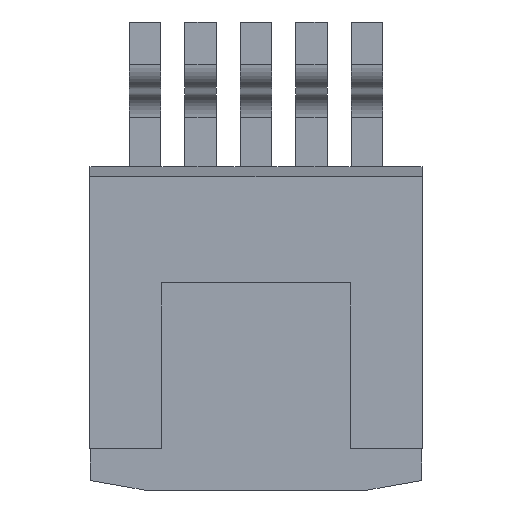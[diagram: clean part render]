
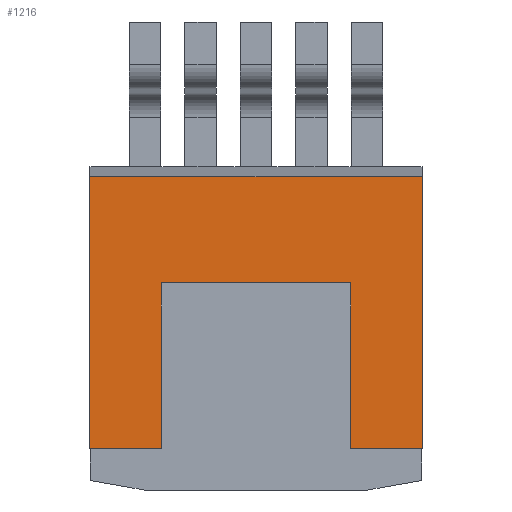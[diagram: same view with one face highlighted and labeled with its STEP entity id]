
A CAD part, front view. The second image highlights one B-rep face of the part: STEP entity #1216.
In plain terms, the highlighted planar face has unit normal (0, -1, 0).
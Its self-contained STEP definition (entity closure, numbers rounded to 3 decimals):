
#92 = CARTESIAN_POINT ( 'NONE',  ( 2.9, 0.01, 0. ) ) ;
#167 = CARTESIAN_POINT ( 'NONE',  ( -5.09, 0.01, -5.08 ) ) ;
#227 = CARTESIAN_POINT ( 'NONE',  ( 5.09, 0.01, -5.08 ) ) ;
#280 = DIRECTION ( 'NONE',  ( 0., 0., 1. ) ) ;
#350 = VERTEX_POINT ( 'NONE', #1766 ) ;
#460 = ORIENTED_EDGE ( 'NONE', *, *, #1772, .T. ) ;
#466 = VERTEX_POINT ( 'NONE', #3138 ) ;
#494 = ORIENTED_EDGE ( 'NONE', *, *, #2775, .T. ) ;
#686 = VECTOR ( 'NONE', #1926, 1000. ) ;
#719 = VERTEX_POINT ( 'NONE', #167 ) ;
#917 = EDGE_CURVE ( 'NONE', #719, #3110, #2388, .T. ) ;
#1068 = FACE_OUTER_BOUND ( 'NONE', #3878, .T. ) ;
#1216 = ADVANCED_FACE ( 'NONE', ( #1068 ), #1583, .F. ) ;
#1245 = CARTESIAN_POINT ( 'NONE',  ( -5.09, 0.01, 3.248 ) ) ;
#1371 = VECTOR ( 'NONE', #1899, 1000. ) ;
#1515 = DIRECTION ( 'NONE',  ( 1., 0., 0. ) ) ;
#1583 = PLANE ( 'NONE',  #3419 ) ;
#1599 = DIRECTION ( 'NONE',  ( 0., 0., 1. ) ) ;
#1621 = VECTOR ( 'NONE', #2470, 1000. ) ;
#1659 = CARTESIAN_POINT ( 'NONE',  ( -5.08, 0.01, -5.08 ) ) ;
#1664 = ORIENTED_EDGE ( 'NONE', *, *, #917, .T. ) ;
#1689 = VECTOR ( 'NONE', #2879, 1000. ) ;
#1698 = ORIENTED_EDGE ( 'NONE', *, *, #3925, .F. ) ;
#1766 = CARTESIAN_POINT ( 'NONE',  ( -2.9, 0.01, 0. ) ) ;
#1772 = EDGE_CURVE ( 'NONE', #2325, #2377, #1981, .T. ) ;
#1805 = LINE ( 'NONE', #3883, #3527 ) ;
#1846 = ORIENTED_EDGE ( 'NONE', *, *, #2607, .F. ) ;
#1860 = LINE ( 'NONE', #3977, #686 ) ;
#1899 = DIRECTION ( 'NONE',  ( 0., 0., -1. ) ) ;
#1926 = DIRECTION ( 'NONE',  ( 1., 0., 0. ) ) ;
#1981 = LINE ( 'NONE', #4302, #1371 ) ;
#2079 = VECTOR ( 'NONE', #3775, 1000. ) ;
#2131 = CARTESIAN_POINT ( 'NONE',  ( -2.9, 0.01, 0. ) ) ;
#2205 = DIRECTION ( 'NONE',  ( 0., 0., -1. ) ) ;
#2220 = ORIENTED_EDGE ( 'NONE', *, *, #4097, .T. ) ;
#2257 = CARTESIAN_POINT ( 'NONE',  ( -2.9, 0.01, -5.08 ) ) ;
#2271 = ORIENTED_EDGE ( 'NONE', *, *, #2637, .T. ) ;
#2325 = VERTEX_POINT ( 'NONE', #92 ) ;
#2352 = CARTESIAN_POINT ( 'NONE',  ( -5.09, 0.01, -5.08 ) ) ;
#2366 = EDGE_CURVE ( 'NONE', #2748, #350, #4394, .T. ) ;
#2377 = VERTEX_POINT ( 'NONE', #3039 ) ;
#2388 = LINE ( 'NONE', #2352, #4109 ) ;
#2470 = DIRECTION ( 'NONE',  ( 1., 0., 0. ) ) ;
#2503 = LINE ( 'NONE', #3911, #4227 ) ;
#2607 = EDGE_CURVE ( 'NONE', #3075, #2708, #1805, .T. ) ;
#2630 = ORIENTED_EDGE ( 'NONE', *, *, #3597, .T. ) ;
#2637 = EDGE_CURVE ( 'NONE', #3110, #2748, #3639, .T. ) ;
#2676 = DIRECTION ( 'NONE',  ( 0., 0., 1. ) ) ;
#2708 = VERTEX_POINT ( 'NONE', #4313 ) ;
#2748 = VERTEX_POINT ( 'NONE', #2257 ) ;
#2775 = EDGE_CURVE ( 'NONE', #466, #3927, #1860, .T. ) ;
#2849 = ORIENTED_EDGE ( 'NONE', *, *, #4275, .F. ) ;
#2879 = DIRECTION ( 'NONE',  ( 1., 0., 0. ) ) ;
#3039 = CARTESIAN_POINT ( 'NONE',  ( 2.9, 0.01, -5.08 ) ) ;
#3075 = VERTEX_POINT ( 'NONE', #3465 ) ;
#3110 = VERTEX_POINT ( 'NONE', #1659 ) ;
#3138 = CARTESIAN_POINT ( 'NONE',  ( 5.08, 0.01, -5.08 ) ) ;
#3174 = LINE ( 'NONE', #4387, #3974 ) ;
#3419 = AXIS2_PLACEMENT_3D ( 'NONE', #1245, #3669, #1599 ) ;
#3445 = LINE ( 'NONE', #2131, #1621 ) ;
#3465 = CARTESIAN_POINT ( 'NONE',  ( -5.09, 0.01, 3.248 ) ) ;
#3527 = VECTOR ( 'NONE', #1515, 1000. ) ;
#3584 = CARTESIAN_POINT ( 'NONE',  ( -5.09, 0.01, -5.08 ) ) ;
#3597 = EDGE_CURVE ( 'NONE', #350, #2325, #3445, .T. ) ;
#3639 = LINE ( 'NONE', #3584, #1689 ) ;
#3669 = DIRECTION ( 'NONE',  ( 0., 1., 0. ) ) ;
#3721 = DIRECTION ( 'NONE',  ( 1., 0., 0. ) ) ;
#3775 = DIRECTION ( 'NONE',  ( 1., 0., 0. ) ) ;
#3878 = EDGE_LOOP ( 'NONE', ( #2630, #460, #2220, #494, #2849, #1846, #1698, #1664, #2271, #4444 ) ) ;
#3883 = CARTESIAN_POINT ( 'NONE',  ( -5.09, 0.01, 3.248 ) ) ;
#3907 = LINE ( 'NONE', #4105, #2079 ) ;
#3911 = CARTESIAN_POINT ( 'NONE',  ( 5.09, 0.01, 3.248 ) ) ;
#3925 = EDGE_CURVE ( 'NONE', #719, #3075, #3174, .T. ) ;
#3927 = VERTEX_POINT ( 'NONE', #227 ) ;
#3974 = VECTOR ( 'NONE', #2676, 1000. ) ;
#3977 = CARTESIAN_POINT ( 'NONE',  ( -5.09, 0.01, -5.08 ) ) ;
#4097 = EDGE_CURVE ( 'NONE', #2377, #466, #3907, .T. ) ;
#4105 = CARTESIAN_POINT ( 'NONE',  ( -5.09, 0.01, -5.08 ) ) ;
#4109 = VECTOR ( 'NONE', #3721, 1000. ) ;
#4227 = VECTOR ( 'NONE', #2205, 1000. ) ;
#4275 = EDGE_CURVE ( 'NONE', #2708, #3927, #2503, .T. ) ;
#4280 = VECTOR ( 'NONE', #280, 1000. ) ;
#4302 = CARTESIAN_POINT ( 'NONE',  ( 2.9, 0.01, -5.08 ) ) ;
#4313 = CARTESIAN_POINT ( 'NONE',  ( 5.09, 0.01, 3.248 ) ) ;
#4387 = CARTESIAN_POINT ( 'NONE',  ( -5.09, 0.01, 3.248 ) ) ;
#4394 = LINE ( 'NONE', #4436, #4280 ) ;
#4436 = CARTESIAN_POINT ( 'NONE',  ( -2.9, 0.01, -5.08 ) ) ;
#4444 = ORIENTED_EDGE ( 'NONE', *, *, #2366, .T. ) ;
